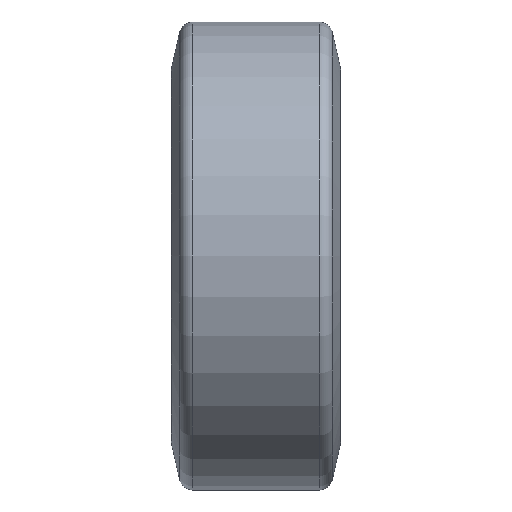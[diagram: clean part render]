
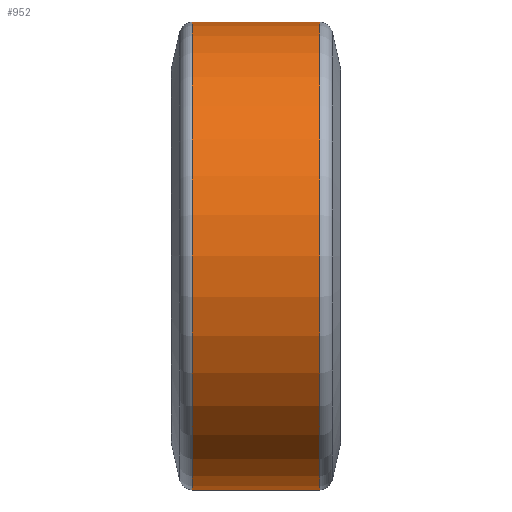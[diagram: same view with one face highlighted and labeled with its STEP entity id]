
A CAD part, front view. The second image highlights one B-rep face of the part: STEP entity #952.
In plain terms, the highlighted cylindrical face has radius 90 mm (diameter 180 mm), a full revolution.
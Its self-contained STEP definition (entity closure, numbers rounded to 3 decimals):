
#41=CYLINDRICAL_SURFACE('',#1118,90.);
#66=LINE('',#1751,#92);
#92=VECTOR('',#1452,90.);
#178=FACE_OUTER_BOUND('',#248,.T.);
#248=EDGE_LOOP('',(#880,#881,#882,#883,#884,#885,#886,#887));
#357=CIRCLE('',#1115,90.);
#358=CIRCLE('',#1116,90.);
#359=CIRCLE('',#1117,90.);
#360=CIRCLE('',#1119,90.);
#361=CIRCLE('',#1120,90.);
#362=CIRCLE('',#1121,90.);
#468=VERTEX_POINT('',#1742);
#469=VERTEX_POINT('',#1744);
#470=VERTEX_POINT('',#1746);
#471=VERTEX_POINT('',#1750);
#472=VERTEX_POINT('',#1752);
#473=VERTEX_POINT('',#1754);
#607=EDGE_CURVE('',#468,#469,#357,.T.);
#608=EDGE_CURVE('',#469,#470,#358,.T.);
#609=EDGE_CURVE('',#470,#468,#359,.T.);
#610=EDGE_CURVE('',#469,#471,#66,.T.);
#611=EDGE_CURVE('',#471,#472,#360,.T.);
#612=EDGE_CURVE('',#472,#473,#361,.T.);
#613=EDGE_CURVE('',#473,#471,#362,.T.);
#880=ORIENTED_EDGE('',*,*,#609,.F.);
#881=ORIENTED_EDGE('',*,*,#608,.F.);
#882=ORIENTED_EDGE('',*,*,#610,.T.);
#883=ORIENTED_EDGE('',*,*,#611,.T.);
#884=ORIENTED_EDGE('',*,*,#612,.T.);
#885=ORIENTED_EDGE('',*,*,#613,.T.);
#886=ORIENTED_EDGE('',*,*,#610,.F.);
#887=ORIENTED_EDGE('',*,*,#607,.F.);
#952=ADVANCED_FACE('',(#178),#41,.T.);
#1115=AXIS2_PLACEMENT_3D('',#1745,#1444,#1445);
#1116=AXIS2_PLACEMENT_3D('',#1747,#1446,#1447);
#1117=AXIS2_PLACEMENT_3D('',#1748,#1448,#1449);
#1118=AXIS2_PLACEMENT_3D('',#1749,#1450,#1451);
#1119=AXIS2_PLACEMENT_3D('',#1753,#1453,#1454);
#1120=AXIS2_PLACEMENT_3D('',#1755,#1455,#1456);
#1121=AXIS2_PLACEMENT_3D('',#1756,#1457,#1458);
#1444=DIRECTION('center_axis',(1.,0.,0.));
#1445=DIRECTION('ref_axis',(0.,0.,-1.));
#1446=DIRECTION('center_axis',(1.,0.,0.));
#1447=DIRECTION('ref_axis',(0.,0.,-1.));
#1448=DIRECTION('center_axis',(1.,0.,0.));
#1449=DIRECTION('ref_axis',(0.,0.,-1.));
#1450=DIRECTION('center_axis',(1.,0.,0.));
#1451=DIRECTION('ref_axis',(0.,1.,0.));
#1452=DIRECTION('',(-1.,0.,0.));
#1453=DIRECTION('center_axis',(1.,0.,0.));
#1454=DIRECTION('ref_axis',(0.,0.,-1.));
#1455=DIRECTION('center_axis',(1.,0.,0.));
#1456=DIRECTION('ref_axis',(0.,0.,-1.));
#1457=DIRECTION('center_axis',(1.,0.,0.));
#1458=DIRECTION('ref_axis',(0.,0.,-1.));
#1742=CARTESIAN_POINT('',(56.989,0.,90.));
#1744=CARTESIAN_POINT('',(56.989,-90.,0.));
#1745=CARTESIAN_POINT('Origin',(56.989,0.,
0.));
#1746=CARTESIAN_POINT('',(56.989,90.,0.));
#1747=CARTESIAN_POINT('Origin',(56.989,0.,
0.));
#1748=CARTESIAN_POINT('Origin',(56.989,0.,
0.));
#1749=CARTESIAN_POINT('Origin',(32.5,0.,0.));
#1750=CARTESIAN_POINT('',(8.011,-90.,0.));
#1751=CARTESIAN_POINT('',(32.5,-90.,0.));
#1752=CARTESIAN_POINT('',(8.011,90.,0.));
#1753=CARTESIAN_POINT('Origin',(8.011,0.,0.));
#1754=CARTESIAN_POINT('',(8.011,0.,90.));
#1755=CARTESIAN_POINT('Origin',(8.011,0.,0.));
#1756=CARTESIAN_POINT('Origin',(8.011,0.,0.));
